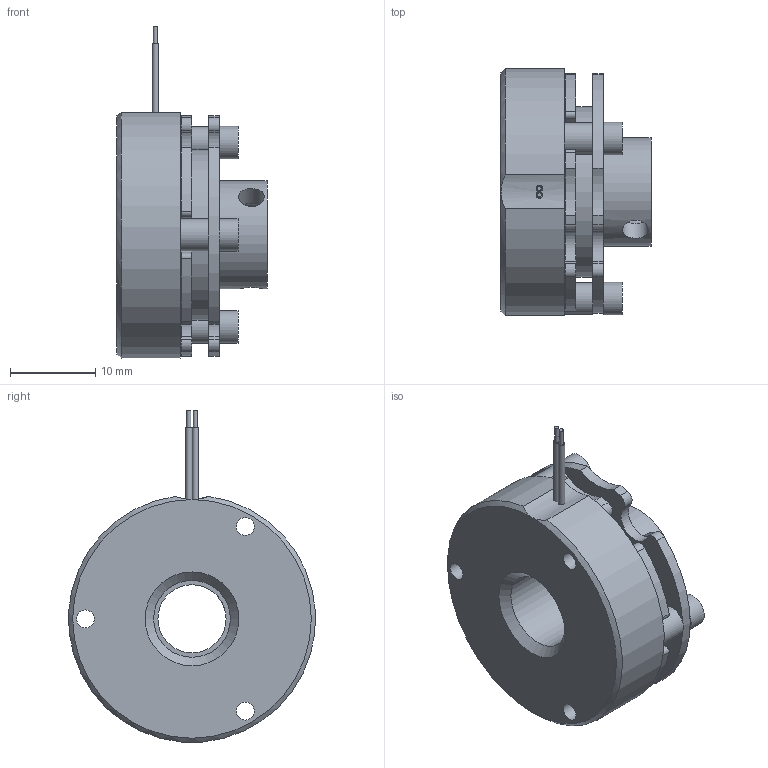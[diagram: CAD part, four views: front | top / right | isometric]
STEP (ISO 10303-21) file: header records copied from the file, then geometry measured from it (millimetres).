
FILE_DESCRIPTION (( 'STEP AP203' ), '1' );
FILE_NAME ('20333 - UTSEB-114-24.7-M08.STEP', '2021-10-08T15:46:08', ( '' ), ( '' ), 'SwSTEP 2.0', 'SolidWorks 2021', '' );
FILE_SCHEMA (( 'CONFIG_CONTROL_DESIGN' ));
Length unit declared in the file: millimetre
Products named in the file (8): 20333 SHCS; 20333 MAGBODY; 20333 FRICTION DISC; 20333 HUB; 20333 SPACER; 20333 BACKPLATE; 20333 - UTSEB-114-24.7-M08; 20333 ARMATURE
Assembly tree (11 placements, depth 2):
  20333 - UTSEB-114-24.7-M08
    20333 MAGBODY
    20333 ARMATURE
    20333 FRICTION DISC
    20333 BACKPLATE
    20333 SPACER  x3
    20333 SHCS  x3
    20333 HUB
Bounding box: 17.6 x 28.95 x 38.95 mm (x, y, z)
Volume: 6600.8 mm3; surface area: 6142.3 mm2
Topology: 12 solids, 12 shells, 130 faces, 308 edges, 205 vertices
Faces by surface type: cylinder 66, plane 62, cone 2
Full cylindrical faces by diameter (mm): 0.5 x2, 0.762 x2, 2 x3, 2.1 x3, 3 x2, 3.75 x3, 3.8 x3, 8 x1, 9 x2, 12.7 x1, 13.7 x1, 20 x1
Entity records: 4612 total; most frequent: CARTESIAN_POINT 818, DIRECTION 636, ORIENTED_EDGE 534, EDGE_CURVE 267, AXIS2_PLACEMENT_3D 246, VERTEX_POINT 190, EDGE_LOOP 161, VECTOR 144
